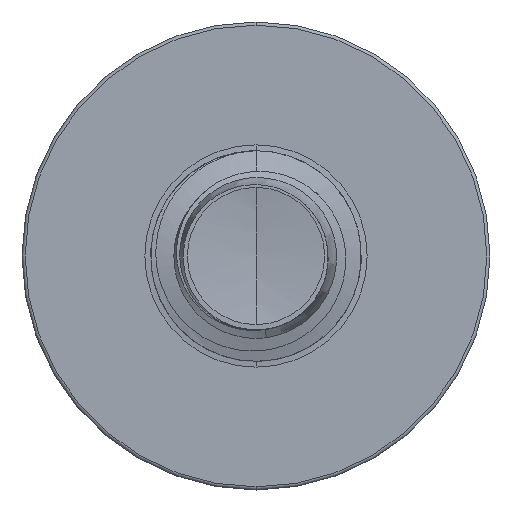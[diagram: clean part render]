
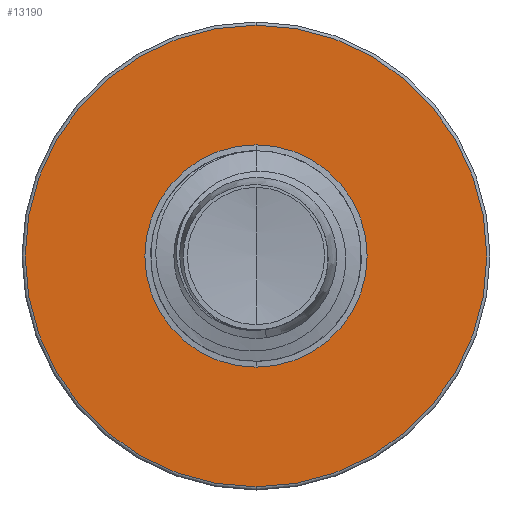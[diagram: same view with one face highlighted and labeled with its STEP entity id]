
A CAD part, front view. The second image highlights one B-rep face of the part: STEP entity #13190.
In plain terms, the highlighted planar face has unit normal (0, -1, 0).
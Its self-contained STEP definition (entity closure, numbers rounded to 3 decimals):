
#506 = ORIENTED_EDGE ( 'NONE', *, *, #2204, .T. ) ;
#2204 = EDGE_CURVE ( 'NONE', #11960, #20474, #16851, .T. ) ;
#2247 = EDGE_CURVE ( 'NONE', #16965, #19032, #6981, .T. ) ;
#4031 = ORIENTED_EDGE ( 'NONE', *, *, #19578, .T. ) ;
#6915 = FACE_OUTER_BOUND ( 'NONE', #13955, .T. ) ;
#6981 = CIRCLE ( 'NONE', #12336, 4.933 ) ;
#7466 = AXIS2_PLACEMENT_3D ( 'NONE', #12929, #22369, #14446 ) ;
#7828 = DIRECTION ( 'NONE',  ( 0., 0., 1. ) ) ;
#7865 = DIRECTION ( 'NONE',  ( 0., 1., 0. ) ) ;
#7955 = CARTESIAN_POINT ( 'NONE',  ( 0., 10., -2.375 ) ) ;
#7960 = PLANE ( 'NONE',  #20424 ) ;
#8274 = CIRCLE ( 'NONE', #14352, 2.375 ) ;
#8622 = CARTESIAN_POINT ( 'NONE',  ( 0., 10., 4.933 ) ) ;
#8875 = CARTESIAN_POINT ( 'NONE',  ( 0., 10., -2.375 ) ) ;
#9614 = AXIS2_PLACEMENT_3D ( 'NONE', #16433, #16412, #16409 ) ;
#9931 = CARTESIAN_POINT ( 'NONE',  ( 0., 10., 0. ) ) ;
#11960 = VERTEX_POINT ( 'NONE', #12307 ) ;
#11990 = DIRECTION ( 'NONE',  ( 0., 0., 1. ) ) ;
#12307 = CARTESIAN_POINT ( 'NONE',  ( 0., 10., 2.375 ) ) ;
#12336 = AXIS2_PLACEMENT_3D ( 'NONE', #12771, #12724, #12694 ) ;
#12529 = FACE_BOUND ( 'NONE', #17721, .T. ) ;
#12694 = DIRECTION ( 'NONE',  ( 0., 0., 1. ) ) ;
#12724 = DIRECTION ( 'NONE',  ( 0., 1., 0. ) ) ;
#12771 = CARTESIAN_POINT ( 'NONE',  ( 0., 10., 0. ) ) ;
#12929 = CARTESIAN_POINT ( 'NONE',  ( 0., 10., 0. ) ) ;
#13190 = ADVANCED_FACE ( 'NONE', ( #6915, #12529 ), #7960, .F. ) ;
#13955 = EDGE_LOOP ( 'NONE', ( #16333, #15708 ) ) ;
#14352 = AXIS2_PLACEMENT_3D ( 'NONE', #9931, #19954, #11990 ) ;
#14446 = DIRECTION ( 'NONE',  ( 0., 0., 1. ) ) ;
#15708 = ORIENTED_EDGE ( 'NONE', *, *, #2247, .F. ) ;
#16333 = ORIENTED_EDGE ( 'NONE', *, *, #20508, .F. ) ;
#16409 = DIRECTION ( 'NONE',  ( 0., 0., 1. ) ) ;
#16412 = DIRECTION ( 'NONE',  ( 0., 1., 0. ) ) ;
#16433 = CARTESIAN_POINT ( 'NONE',  ( 0., 10., 0. ) ) ;
#16851 = CIRCLE ( 'NONE', #9614, 2.375 ) ;
#16965 = VERTEX_POINT ( 'NONE', #17779 ) ;
#17721 = EDGE_LOOP ( 'NONE', ( #506, #4031 ) ) ;
#17779 = CARTESIAN_POINT ( 'NONE',  ( 0., 10., -4.932 ) ) ;
#19032 = VERTEX_POINT ( 'NONE', #8622 ) ;
#19578 = EDGE_CURVE ( 'NONE', #20474, #11960, #8274, .T. ) ;
#19954 = DIRECTION ( 'NONE',  ( 0., 1., 0. ) ) ;
#20424 = AXIS2_PLACEMENT_3D ( 'NONE', #7955, #7865, #7828 ) ;
#20474 = VERTEX_POINT ( 'NONE', #8875 ) ;
#20508 = EDGE_CURVE ( 'NONE', #19032, #16965, #22533, .T. ) ;
#22369 = DIRECTION ( 'NONE',  ( 0., 1., 0. ) ) ;
#22533 = CIRCLE ( 'NONE', #7466, 4.933 ) ;
